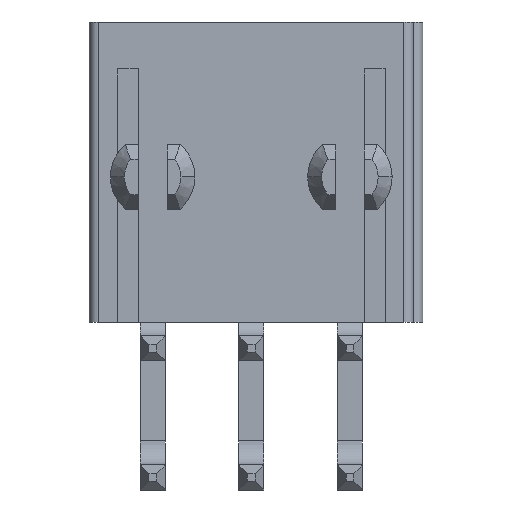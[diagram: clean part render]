
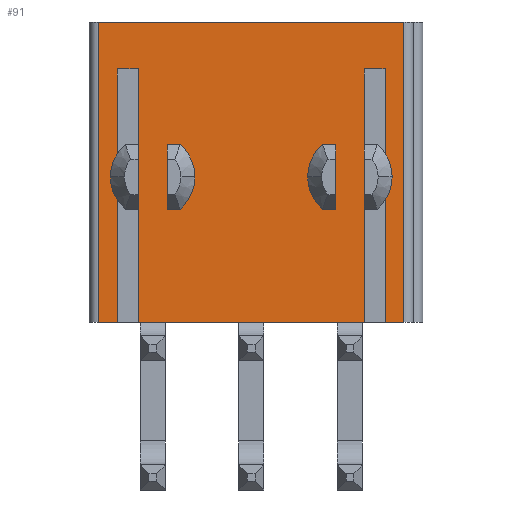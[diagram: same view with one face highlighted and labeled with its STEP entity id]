
A CAD part, front view. The second image highlights one B-rep face of the part: STEP entity #91.
In plain terms, the highlighted planar face has unit normal (0, -1, 0).
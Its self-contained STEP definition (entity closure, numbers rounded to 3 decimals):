
#91=ADVANCED_FACE('',(#376,#377,#378),#379,.T.);
#376=FACE_OUTER_BOUND('',#894,.T.);
#377=FACE_BOUND('',#895,.T.);
#378=FACE_BOUND('',#896,.T.);
#379=PLANE('',#897);
#894=EDGE_LOOP('',(#1549,#1550,#1551,#1552,#1553,#1554,#1555,#1556,#1557,#1558,#1559,#1560));
#895=EDGE_LOOP('',(#1561,#1562,#1563));
#896=EDGE_LOOP('',(#1564,#1565,#1566));
#897=AXIS2_PLACEMENT_3D('',#1567,#1568,#1569);
#1549=ORIENTED_EDGE('',*,*,#3373,.F.);
#1550=ORIENTED_EDGE('',*,*,#3374,.F.);
#1551=ORIENTED_EDGE('',*,*,#3375,.T.);
#1552=ORIENTED_EDGE('',*,*,#3318,.T.);
#1553=ORIENTED_EDGE('',*,*,#3372,.F.);
#1554=ORIENTED_EDGE('',*,*,#3376,.F.);
#1555=ORIENTED_EDGE('',*,*,#3377,.T.);
#1556=ORIENTED_EDGE('',*,*,#3378,.F.);
#1557=ORIENTED_EDGE('',*,*,#3379,.T.);
#1558=ORIENTED_EDGE('',*,*,#3380,.F.);
#1559=ORIENTED_EDGE('',*,*,#3381,.T.);
#1560=ORIENTED_EDGE('',*,*,#3382,.F.);
#1561=ORIENTED_EDGE('',*,*,#3383,.T.);
#1562=ORIENTED_EDGE('',*,*,#3384,.T.);
#1563=ORIENTED_EDGE('',*,*,#3299,.T.);
#1564=ORIENTED_EDGE('',*,*,#3385,.T.);
#1565=ORIENTED_EDGE('',*,*,#3311,.T.);
#1566=ORIENTED_EDGE('',*,*,#3386,.T.);
#1567=CARTESIAN_POINT('',(6.9,0.4,0.0));
#1568=DIRECTION('',(0.0,-1.0,0.0));
#1569=DIRECTION('',(0.0,0.0,-1.0));
#3299=EDGE_CURVE('',#3955,#3959,#3961,.T.);
#3311=EDGE_CURVE('',#3983,#3980,#3984,.T.);
#3318=EDGE_CURVE('',#3997,#3995,#3998,.T.);
#3372=EDGE_CURVE('',#4095,#3995,#4097,.T.);
#3373=EDGE_CURVE('',#4098,#4099,#4100,.T.);
#3374=EDGE_CURVE('',#4101,#4098,#4102,.T.);
#3375=EDGE_CURVE('',#4101,#3997,#4103,.T.);
#3376=EDGE_CURVE('',#4104,#4095,#4105,.T.);
#3377=EDGE_CURVE('',#4104,#4106,#4107,.T.);
#3378=EDGE_CURVE('',#4108,#4106,#4109,.T.);
#3379=EDGE_CURVE('',#4108,#4110,#4111,.T.);
#3380=EDGE_CURVE('',#4112,#4110,#4113,.T.);
#3381=EDGE_CURVE('',#4112,#4114,#4115,.T.);
#3382=EDGE_CURVE('',#4099,#4114,#4116,.T.);
#3383=EDGE_CURVE('',#3959,#4117,#4118,.T.);
#3384=EDGE_CURVE('',#4117,#3955,#4119,.T.);
#3385=EDGE_CURVE('',#4120,#3983,#4121,.T.);
#3386=EDGE_CURVE('',#3980,#4120,#4122,.T.);
#3955=VERTEX_POINT('',#4917);
#3959=VERTEX_POINT('',#4922);
#3961=CIRCLE('',#4925,1.5);
#3980=VERTEX_POINT('',#4954);
#3983=VERTEX_POINT('',#4958);
#3984=CIRCLE('',#4959,1.5);
#3995=VERTEX_POINT('',#4973);
#3997=VERTEX_POINT('',#4975);
#3998=LINE('',#4976,#4977);
#4095=VERTEX_POINT('',#5122);
#4097=LINE('',#5124,#5125);
#4098=VERTEX_POINT('',#5126);
#4099=VERTEX_POINT('',#5127);
#4100=LINE('',#5128,#5129);
#4101=VERTEX_POINT('',#5130);
#4102=LINE('',#5131,#5132);
#4103=LINE('',#5133,#5134);
#4104=VERTEX_POINT('',#5135);
#4105=LINE('',#5136,#5137);
#4106=VERTEX_POINT('',#5138);
#4107=LINE('',#5139,#5140);
#4108=VERTEX_POINT('',#5141);
#4109=LINE('',#5142,#5143);
#4110=VERTEX_POINT('',#5144);
#4111=LINE('',#5145,#5146);
#4112=VERTEX_POINT('',#5147);
#4113=LINE('',#5148,#5149);
#4114=VERTEX_POINT('',#5150);
#4115=LINE('',#5151,#5152);
#4116=LINE('',#5153,#5154);
#4117=VERTEX_POINT('',#5155);
#4118=LINE('',#5156,#5157);
#4119=CIRCLE('',#5158,1.5);
#4120=VERTEX_POINT('',#5159);
#4121=LINE('',#5160,#5161);
#4122=CIRCLE('',#5162,1.5);
#4917=CARTESIAN_POINT('',(-2.7,0.4,-6.6));
#4922=CARTESIAN_POINT('',(-3.59,0.4,-7.97));
#4925=AXIS2_PLACEMENT_3D('',#6361,#6362,#6363);
#4954=CARTESIAN_POINT('',(2.7,0.4,-6.6));
#4958=CARTESIAN_POINT('',(3.59,0.4,-7.97));
#4959=AXIS2_PLACEMENT_3D('',#6381,#6382,#6383);
#4973=CARTESIAN_POINT('',(-6.5,0.4,0.0));
#4975=CARTESIAN_POINT('',(6.5,0.4,0.0));
#4976=CARTESIAN_POINT('',(6.5,0.4,0.0));
#4977=VECTOR('',#6396,13.0);
#5122=CARTESIAN_POINT('',(-6.5,0.4,-12.8));
#5124=CARTESIAN_POINT('',(-6.5,0.4,-12.8));
#5125=VECTOR('',#6460,12.8);
#5126=CARTESIAN_POINT('',(5.7,0.4,-12.8));
#5127=CARTESIAN_POINT('',(5.7,0.4,-2.0));
#5128=CARTESIAN_POINT('',(5.7,0.4,-12.8));
#5129=VECTOR('',#6461,10.8);
#5130=CARTESIAN_POINT('',(6.5,0.4,-12.8));
#5131=CARTESIAN_POINT('',(6.5,0.4,-12.8));
#5132=VECTOR('',#6462,0.8);
#5133=CARTESIAN_POINT('',(6.5,0.4,-12.8));
#5134=VECTOR('',#6463,12.8);
#5135=CARTESIAN_POINT('',(-5.7,0.4,-12.8));
#5136=CARTESIAN_POINT('',(-5.7,0.4,-12.8));
#5137=VECTOR('',#6464,0.8);
#5138=CARTESIAN_POINT('',(-5.7,0.4,-2.0));
#5139=CARTESIAN_POINT('',(-5.7,0.4,-12.8));
#5140=VECTOR('',#6465,10.8);
#5141=CARTESIAN_POINT('',(-4.81,0.4,-2.0));
#5142=CARTESIAN_POINT('',(-4.81,0.4,-2.0));
#5143=VECTOR('',#6466,0.89);
#5144=CARTESIAN_POINT('',(-4.81,0.4,-12.8));
#5145=CARTESIAN_POINT('',(-4.81,0.4,-2.0));
#5146=VECTOR('',#6467,10.8);
#5147=CARTESIAN_POINT('',(4.81,0.4,-12.8));
#5148=CARTESIAN_POINT('',(4.81,0.4,-12.8));
#5149=VECTOR('',#6468,9.62);
#5150=CARTESIAN_POINT('',(4.81,0.4,-2.0));
#5151=CARTESIAN_POINT('',(4.81,0.4,-12.8));
#5152=VECTOR('',#6469,10.8);
#5153=CARTESIAN_POINT('',(5.7,0.4,-2.0));
#5154=VECTOR('',#6470,0.89);
#5155=CARTESIAN_POINT('',(-3.59,0.4,-5.23));
#5156=CARTESIAN_POINT('',(-3.59,0.4,-7.97));
#5157=VECTOR('',#6471,2.741);
#5158=AXIS2_PLACEMENT_3D('',#6472,#6473,#6474);
#5159=CARTESIAN_POINT('',(3.59,0.4,-5.23));
#5160=CARTESIAN_POINT('',(3.59,0.4,-5.23));
#5161=VECTOR('',#6475,2.741);
#5162=AXIS2_PLACEMENT_3D('',#6476,#6477,#6478);
#6361=CARTESIAN_POINT('',(-4.2,0.4,-6.6));
#6362=DIRECTION('',(-0.0,1.0,0.0));
#6363=DIRECTION('',(0.407,0.0,0.914));
#6381=CARTESIAN_POINT('',(4.2,0.4,-6.6));
#6382=DIRECTION('',(0.0,1.0,0.0));
#6383=DIRECTION('',(-0.407,0.0,-0.914));
#6396=DIRECTION('',(-1.0,0.0,0.0));
#6460=DIRECTION('',(0.0,0.0,1.0));
#6461=DIRECTION('',(0.0,0.0,1.0));
#6462=DIRECTION('',(-1.0,0.0,0.0));
#6463=DIRECTION('',(0.0,0.0,1.0));
#6464=DIRECTION('',(-1.0,0.0,0.0));
#6465=DIRECTION('',(0.0,0.0,1.0));
#6466=DIRECTION('',(-1.0,0.0,0.0));
#6467=DIRECTION('',(0.0,0.0,-1.0));
#6468=DIRECTION('',(-1.0,0.0,0.0));
#6469=DIRECTION('',(0.0,0.0,1.0));
#6470=DIRECTION('',(-1.0,0.0,0.0));
#6471=DIRECTION('',(0.0,0.0,1.0));
#6472=CARTESIAN_POINT('',(-4.2,0.4,-6.6));
#6473=DIRECTION('',(-0.0,1.0,0.0));
#6474=DIRECTION('',(0.407,0.0,0.914));
#6475=DIRECTION('',(0.0,0.0,-1.0));
#6476=CARTESIAN_POINT('',(4.2,0.4,-6.6));
#6477=DIRECTION('',(0.0,1.0,0.0));
#6478=DIRECTION('',(-0.407,0.0,-0.914));
